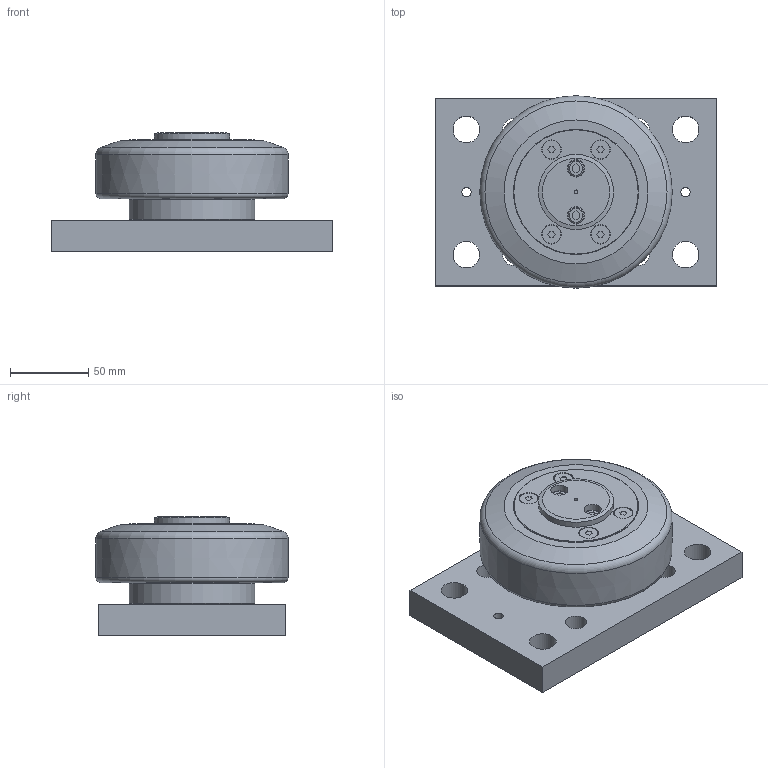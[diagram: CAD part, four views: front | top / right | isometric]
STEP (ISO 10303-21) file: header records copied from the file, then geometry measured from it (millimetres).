
FILE_DESCRIPTION(/* description */ ('-','CAx-IF Rec.Pracs.---Representation and Presentation of Product Manufacturing Information (PMI)---4.0---2014-10-13'),/* implementation_level */ '2;1');
FILE_NAME(/* name */ 'e1f25136-917f-4741-926b-f3e84f106827.stp',/* time_stamp */ '2020-04-01T16:39:18+02:00',/* author */ ('-'),/* organization */ ('NTI CADcenter A/S'),/* preprocessor_version */ 'ST-DEVELOPER v18',/* originating_system */ 'Autodesk Inventor 2020',/* authorisation */ '-');
FILE_SCHEMA (('AP242_MANAGED_MODEL_BASED_3D_ENGINEERING_MIM_LF { 1 0 10303 442 1 1 4 }'));
Length unit declared in the file: millimetre
Products named in the file (1): TR 120.0368 BR1100_Kontur
Bounding box: 180 x 122.99 x 76 mm (x, y, z)
Volume: 902638.4 mm3; surface area: 90943.2 mm2
Topology: 1 solids, 1 shells, 101 faces, 244 edges, 169 vertices
Faces by surface type: plane 66, cylinder 25, cone 5, torus 4, bspline 1
Full cylindrical faces by diameter (mm): 2.5 x1, 6 x2, 11 x2, 11.7 x4, 12.4 x4, 13.835 x4, 17 x4, 48 x1, 80 x3
Entity records: 3107 total; most frequent: CARTESIAN_POINT 541, DIRECTION 540, ORIENTED_EDGE 488, EDGE_CURVE 244, AXIS2_PLACEMENT_3D 195, VERTEX_POINT 169, LINE 150, VECTOR 150
